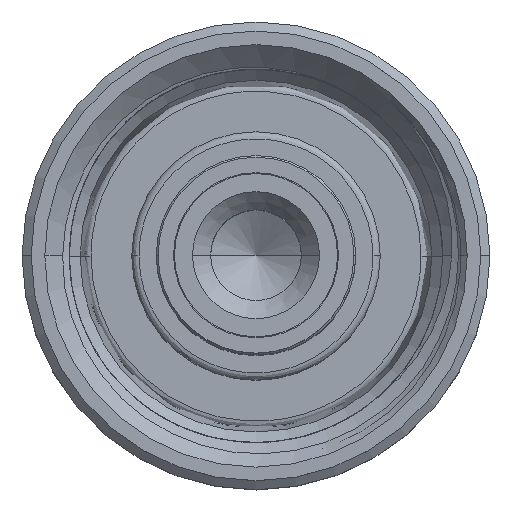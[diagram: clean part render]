
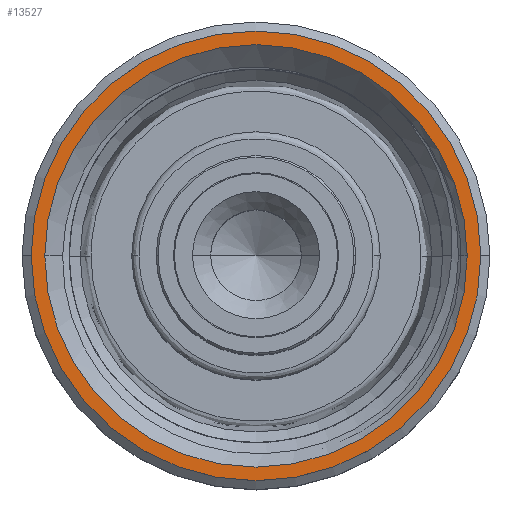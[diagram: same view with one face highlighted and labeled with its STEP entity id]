
A CAD part, top view. The second image highlights one B-rep face of the part: STEP entity #13527.
In plain terms, the highlighted planar face has unit normal (0, 0, 1).
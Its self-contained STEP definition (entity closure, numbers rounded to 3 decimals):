
#239 = AXIS2_PLACEMENT_3D ( 'NONE', #12036, #16485, #2298 ) ;
#244 = DIRECTION ( 'NONE',  ( 0., 0., 1. ) ) ;
#730 = EDGE_CURVE ( 'NONE', #3302, #5767, #7693, .T. ) ;
#785 = EDGE_LOOP ( 'NONE', ( #8095, #12791 ) ) ;
#1175 = DIRECTION ( 'NONE',  ( -1., 0., 0. ) ) ;
#1438 = PLANE ( 'NONE',  #3655 ) ;
#2298 = DIRECTION ( 'NONE',  ( -1., 0., 0. ) ) ;
#2301 = CIRCLE ( 'NONE', #6713, 5.825 ) ;
#2481 = VERTEX_POINT ( 'NONE', #9729 ) ;
#3108 = CARTESIAN_POINT ( 'NONE',  ( 0., 6.2, 6.15 ) ) ;
#3302 = VERTEX_POINT ( 'NONE', #11962 ) ;
#3655 = AXIS2_PLACEMENT_3D ( 'NONE', #3108, #244, #7057 ) ;
#4749 = DIRECTION ( 'NONE',  ( 0., 0., -1. ) ) ;
#5767 = VERTEX_POINT ( 'NONE', #10565 ) ;
#6137 = CARTESIAN_POINT ( 'NONE',  ( 0., 0., 6.15 ) ) ;
#6503 = AXIS2_PLACEMENT_3D ( 'NONE', #16748, #6801, #1175 ) ;
#6713 = AXIS2_PLACEMENT_3D ( 'NONE', #12864, #8290, #8377 ) ;
#6801 = DIRECTION ( 'NONE',  ( 0., 0., -1. ) ) ;
#6986 = VERTEX_POINT ( 'NONE', #11087 ) ;
#6989 = ORIENTED_EDGE ( 'NONE', *, *, #11070, .T. ) ;
#7057 = DIRECTION ( 'NONE',  ( 1., 0., 0. ) ) ;
#7638 = EDGE_CURVE ( 'NONE', #6986, #2481, #13836, .T. ) ;
#7693 = CIRCLE ( 'NONE', #17988, 5.825 ) ;
#8095 = ORIENTED_EDGE ( 'NONE', *, *, #11012, .F. ) ;
#8290 = DIRECTION ( 'NONE',  ( 0., 0., -1. ) ) ;
#8377 = DIRECTION ( 'NONE',  ( 1., 0., 0. ) ) ;
#8628 = FACE_OUTER_BOUND ( 'NONE', #785, .T. ) ;
#8986 = DIRECTION ( 'NONE',  ( 1., 0., 0. ) ) ;
#9729 = CARTESIAN_POINT ( 'NONE',  ( -6.2, 0., 6.15 ) ) ;
#10565 = CARTESIAN_POINT ( 'NONE',  ( -5.825, 0., 6.15 ) ) ;
#10867 = EDGE_LOOP ( 'NONE', ( #16499, #6989 ) ) ;
#11012 = EDGE_CURVE ( 'NONE', #2481, #6986, #12649, .T. ) ;
#11070 = EDGE_CURVE ( 'NONE', #5767, #3302, #2301, .T. ) ;
#11087 = CARTESIAN_POINT ( 'NONE',  ( 6.2, 0., 6.15 ) ) ;
#11962 = CARTESIAN_POINT ( 'NONE',  ( 5.825, 0., 6.15 ) ) ;
#12036 = CARTESIAN_POINT ( 'NONE',  ( 0., 0., 6.15 ) ) ;
#12649 = CIRCLE ( 'NONE', #239, 6.2 ) ;
#12791 = ORIENTED_EDGE ( 'NONE', *, *, #7638, .F. ) ;
#12864 = CARTESIAN_POINT ( 'NONE',  ( 0., 0., 6.15 ) ) ;
#13527 = ADVANCED_FACE ( 'NONE', ( #8628, #13954 ), #1438, .T. ) ;
#13836 = CIRCLE ( 'NONE', #6503, 6.2 ) ;
#13954 = FACE_BOUND ( 'NONE', #10867, .T. ) ;
#16485 = DIRECTION ( 'NONE',  ( 0., 0., -1. ) ) ;
#16499 = ORIENTED_EDGE ( 'NONE', *, *, #730, .T. ) ;
#16748 = CARTESIAN_POINT ( 'NONE',  ( 0., 0., 6.15 ) ) ;
#17988 = AXIS2_PLACEMENT_3D ( 'NONE', #6137, #4749, #8986 ) ;
